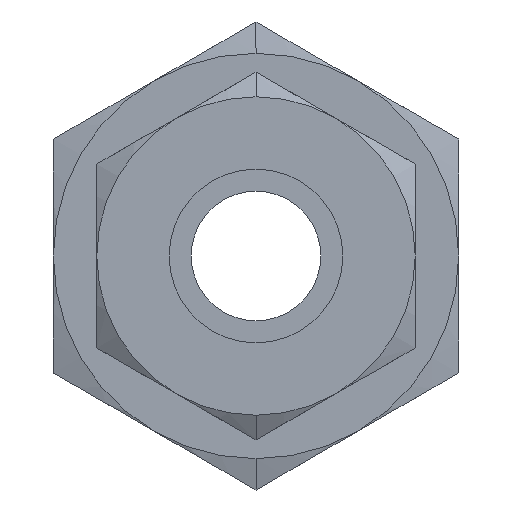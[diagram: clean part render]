
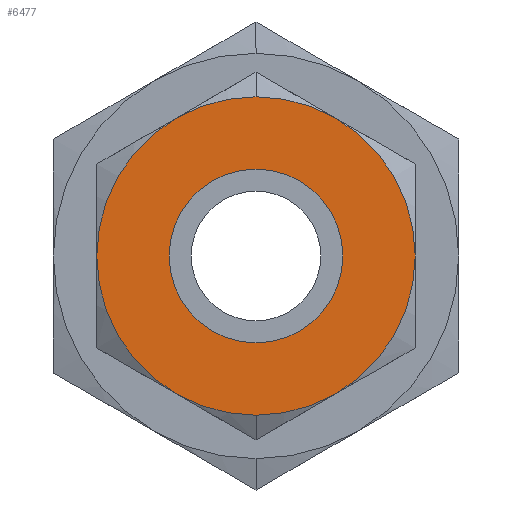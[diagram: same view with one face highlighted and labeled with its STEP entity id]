
A CAD part, left-side view. The second image highlights one B-rep face of the part: STEP entity #6477.
In plain terms, the highlighted planar face has unit normal (-1, 0, 0).
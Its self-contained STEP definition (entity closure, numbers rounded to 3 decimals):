
#19 = EDGE_LOOP ( 'NONE', ( #1576, #4897 ) ) ;
#285 = CARTESIAN_POINT ( 'NONE',  ( 0., 0., 4.76 ) ) ;
#627 = ORIENTED_EDGE ( 'NONE', *, *, #6300, .F. ) ;
#1207 = VERTEX_POINT ( 'NONE', #4147 ) ;
#1295 = CARTESIAN_POINT ( 'NONE',  ( 0., 0., -8.73 ) ) ;
#1329 = CARTESIAN_POINT ( 'NONE',  ( 0., 0., 0. ) ) ;
#1448 = DIRECTION ( 'NONE',  ( 0., 0., 1. ) ) ;
#1452 = EDGE_LOOP ( 'NONE', ( #627, #3966 ) ) ;
#1576 = ORIENTED_EDGE ( 'NONE', *, *, #2023, .T. ) ;
#2023 = EDGE_CURVE ( 'NONE', #2880, #7416, #5757, .T. ) ;
#2116 = DIRECTION ( 'NONE',  ( 1., 0., 0. ) ) ;
#2208 = CIRCLE ( 'NONE', #7146, 8.73 ) ;
#2781 = AXIS2_PLACEMENT_3D ( 'NONE', #5530, #5572, #4955 ) ;
#2786 = CARTESIAN_POINT ( 'NONE',  ( 0., 0., 0. ) ) ;
#2852 = EDGE_CURVE ( 'NONE', #7416, #2880, #6596, .T. ) ;
#2880 = VERTEX_POINT ( 'NONE', #6282 ) ;
#3808 = DIRECTION ( 'NONE',  ( 1., 0., 0. ) ) ;
#3966 = ORIENTED_EDGE ( 'NONE', *, *, #4221, .F. ) ;
#4088 = AXIS2_PLACEMENT_3D ( 'NONE', #6555, #3808, #4935 ) ;
#4099 = VERTEX_POINT ( 'NONE', #1295 ) ;
#4147 = CARTESIAN_POINT ( 'NONE',  ( 0., 0., 8.73 ) ) ;
#4221 = EDGE_CURVE ( 'NONE', #4099, #1207, #4797, .T. ) ;
#4462 = DIRECTION ( 'NONE',  ( 0., 0., 1. ) ) ;
#4752 = DIRECTION ( 'NONE',  ( 0., 0., -1. ) ) ;
#4797 = CIRCLE ( 'NONE', #4088, 8.73 ) ;
#4897 = ORIENTED_EDGE ( 'NONE', *, *, #2852, .T. ) ;
#4935 = DIRECTION ( 'NONE',  ( 0., 0., -1. ) ) ;
#4955 = DIRECTION ( 'NONE',  ( 0., 0., 1. ) ) ;
#5118 = CARTESIAN_POINT ( 'NONE',  ( 0., 0., 4.365 ) ) ;
#5157 = AXIS2_PLACEMENT_3D ( 'NONE', #5118, #7158, #4462 ) ;
#5530 = CARTESIAN_POINT ( 'NONE',  ( 0., 0., 0. ) ) ;
#5572 = DIRECTION ( 'NONE',  ( 1., 0., 0. ) ) ;
#5740 = PLANE ( 'NONE',  #5157 ) ;
#5757 = CIRCLE ( 'NONE', #7896, 4.76 ) ;
#6282 = CARTESIAN_POINT ( 'NONE',  ( 0., 0., -4.76 ) ) ;
#6300 = EDGE_CURVE ( 'NONE', #1207, #4099, #2208, .T. ) ;
#6411 = FACE_BOUND ( 'NONE', #19, .T. ) ;
#6477 = ADVANCED_FACE ( 'NONE', ( #6411, #6539 ), #5740, .T. ) ;
#6539 = FACE_OUTER_BOUND ( 'NONE', #1452, .T. ) ;
#6555 = CARTESIAN_POINT ( 'NONE',  ( 0., 0., 0. ) ) ;
#6596 = CIRCLE ( 'NONE', #2781, 4.76 ) ;
#7146 = AXIS2_PLACEMENT_3D ( 'NONE', #2786, #2116, #1448 ) ;
#7158 = DIRECTION ( 'NONE',  ( -1., 0., 0. ) ) ;
#7416 = VERTEX_POINT ( 'NONE', #285 ) ;
#7896 = AXIS2_PLACEMENT_3D ( 'NONE', #1329, #8036, #4752 ) ;
#8036 = DIRECTION ( 'NONE',  ( 1., 0., 0. ) ) ;
